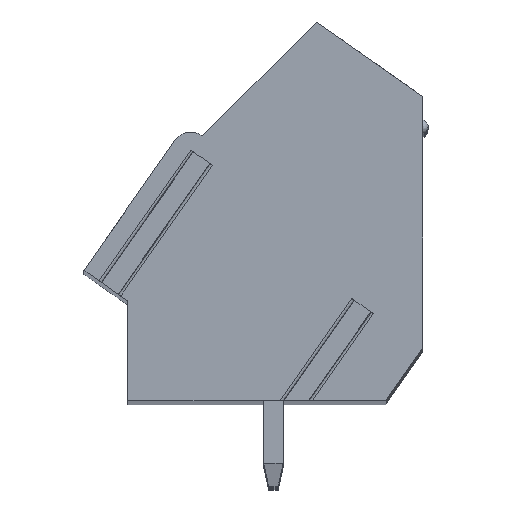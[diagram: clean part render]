
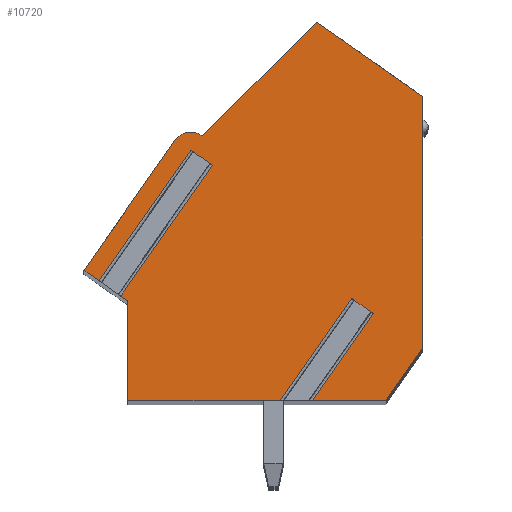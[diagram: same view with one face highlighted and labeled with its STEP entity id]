
A CAD part, top view. The second image highlights one B-rep face of the part: STEP entity #10720.
In plain terms, the highlighted planar face has unit normal (0, 0, 1).
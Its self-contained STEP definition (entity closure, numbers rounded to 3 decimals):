
#14=DIRECTION('',(-0.819,0.574,0.));
#15=VECTOR('',#14,1.085);
#16=CARTESIAN_POINT('',(4.498,-3.239,93.98));
#17=LINE('',#16,#15);
#18=DIRECTION('',(-0.574,-0.819,0.));
#19=VECTOR('',#18,5.115);
#20=CARTESIAN_POINT('',(3.61,-2.616,93.98));
#21=LINE('',#20,#19);
#22=DIRECTION('',(1.,0.,0.));
#23=VECTOR('',#22,6.246);
#24=CARTESIAN_POINT('',(-5.57,-6.807,93.98));
#25=LINE('',#24,#23);
#26=DIRECTION('',(0.,-1.,0.));
#27=VECTOR('',#26,4.087);
#28=CARTESIAN_POINT('',(-5.57,-2.72,93.98));
#29=LINE('',#28,#27);
#30=DIRECTION('',(0.819,-0.574,0.));
#31=VECTOR('',#30,0.355);
#32=CARTESIAN_POINT('',(-5.861,-2.516,93.98));
#33=LINE('',#32,#31);
#34=DIRECTION('',(-0.574,-0.819,0.));
#35=VECTOR('',#34,6.55);
#36=CARTESIAN_POINT('',(-2.104,2.849,93.98));
#37=LINE('',#36,#35);
#38=DIRECTION('',(-0.819,0.574,0.));
#39=VECTOR('',#38,1.085);
#40=CARTESIAN_POINT('',(-2.104,2.849,93.98));
#41=LINE('',#40,#39);
#42=DIRECTION('',(-0.574,-0.819,0.));
#43=VECTOR('',#42,6.55);
#44=CARTESIAN_POINT('',(-2.993,3.471,93.98));
#45=LINE('',#44,#43);
#46=DIRECTION('',(0.819,-0.574,0.));
#47=VECTOR('',#46,0.757);
#48=CARTESIAN_POINT('',(-7.37,-1.46,93.98));
#49=LINE('',#48,#47);
#50=DIRECTION('',(-0.574,-0.819,0.));
#51=VECTOR('',#50,6.486);
#52=CARTESIAN_POINT('',(-3.65,3.853,93.98));
#53=LINE('',#52,#51);
#54=CARTESIAN_POINT('',(-2.986,3.406,93.98));
#55=DIRECTION('',(0.,0.,1.));
#56=DIRECTION('',(0.598,0.802,0.));
#57=AXIS2_PLACEMENT_3D('',#54,#55,#56);
#59=DIRECTION('',(-0.707,-0.707,0.));
#60=VECTOR('',#59,6.609);
#61=CARTESIAN_POINT('',(2.165,8.721,93.98));
#62=LINE('',#61,#60);
#63=DIRECTION('',(-0.819,0.574,0.));
#64=VECTOR('',#63,5.329);
#65=CARTESIAN_POINT('',(6.53,5.664,93.98));
#66=LINE('',#65,#64);
#67=DIRECTION('',(0.,1.,0.));
#68=VECTOR('',#67,10.286);
#69=CARTESIAN_POINT('',(6.53,-4.622,93.98));
#70=LINE('',#69,#68);
#71=DIRECTION('',(0.574,0.819,0.));
#72=VECTOR('',#71,2.667);
#73=CARTESIAN_POINT('',(5.,-6.807,93.98));
#74=LINE('',#73,#72);
#75=DIRECTION('',(1.,0.,0.));
#76=VECTOR('',#75,3.);
#77=CARTESIAN_POINT('',(2.,-6.807,93.98));
#78=LINE('',#77,#76);
#79=DIRECTION('',(-0.574,-0.819,0.));
#80=VECTOR('',#79,4.355);
#81=CARTESIAN_POINT('',(4.498,-3.239,93.98));
#82=LINE('',#81,#80);
#8406=CARTESIAN_POINT('',(-2.508,4.048,93.98));
#8407=CARTESIAN_POINT('',(-3.65,3.853,93.98));
#8408=VERTEX_POINT('',#8406);
#8409=VERTEX_POINT('',#8407);
#8410=CARTESIAN_POINT('',(-7.37,-1.46,93.98));
#8411=VERTEX_POINT('',#8410);
#8412=CARTESIAN_POINT('',(-5.57,-2.72,93.98));
#8413=CARTESIAN_POINT('',(-5.57,-6.807,93.98));
#8414=VERTEX_POINT('',#8412);
#8415=VERTEX_POINT('',#8413);
#8416=CARTESIAN_POINT('',(5.,-6.807,93.98));
#8417=CARTESIAN_POINT('',(6.53,-4.622,93.98));
#8418=VERTEX_POINT('',#8416);
#8419=VERTEX_POINT('',#8417);
#8420=CARTESIAN_POINT('',(6.53,5.664,93.98));
#8421=VERTEX_POINT('',#8420);
#8422=CARTESIAN_POINT('',(2.165,8.721,93.98));
#8423=VERTEX_POINT('',#8422);
#8550=CARTESIAN_POINT('',(-2.104,2.849,93.98));
#8551=CARTESIAN_POINT('',(-2.993,3.471,93.98));
#8552=VERTEX_POINT('',#8550);
#8553=VERTEX_POINT('',#8551);
#8554=CARTESIAN_POINT('',(-5.861,-2.516,
93.98));
#8555=VERTEX_POINT('',#8554);
#8556=CARTESIAN_POINT('',(-6.75,-1.894,
93.98));
#8557=VERTEX_POINT('',#8556);
#8605=CARTESIAN_POINT('',(4.498,-3.239,93.98));
#8606=CARTESIAN_POINT('',(3.61,-2.616,93.98));
#8607=VERTEX_POINT('',#8605);
#8608=VERTEX_POINT('',#8606);
#8609=CARTESIAN_POINT('',(2.,-6.807,93.98));
#8610=VERTEX_POINT('',#8609);
#8611=CARTESIAN_POINT('',(0.676,-6.807,93.98));
#8612=VERTEX_POINT('',#8611);
#10679=CARTESIAN_POINT('',(0.,0.,93.98));
#10680=DIRECTION('',(0.,0.,1.));
#10681=DIRECTION('',(1.,0.,0.));
#10682=AXIS2_PLACEMENT_3D('',#10679,#10680,#10681);
#10683=PLANE('',#10682);
#10685=ORIENTED_EDGE('',*,*,#10684,.T.);
#10687=ORIENTED_EDGE('',*,*,#10686,.T.);
#10689=ORIENTED_EDGE('',*,*,#10688,.F.);
#10691=ORIENTED_EDGE('',*,*,#10690,.F.);
#10693=ORIENTED_EDGE('',*,*,#10692,.F.);
#10695=ORIENTED_EDGE('',*,*,#10694,.F.);
#10697=ORIENTED_EDGE('',*,*,#10696,.T.);
#10699=ORIENTED_EDGE('',*,*,#10698,.T.);
#10701=ORIENTED_EDGE('',*,*,#10700,.F.);
#10703=ORIENTED_EDGE('',*,*,#10702,.F.);
#10705=ORIENTED_EDGE('',*,*,#10704,.F.);
#10707=ORIENTED_EDGE('',*,*,#10706,.F.);
#10709=ORIENTED_EDGE('',*,*,#10708,.F.);
#10711=ORIENTED_EDGE('',*,*,#10710,.F.);
#10713=ORIENTED_EDGE('',*,*,#10712,.F.);
#10715=ORIENTED_EDGE('',*,*,#10714,.F.);
#10717=ORIENTED_EDGE('',*,*,#10716,.F.);
#10718=EDGE_LOOP('',(#10685,#10687,#10689,#10691,#10693,#10695,#10697,#10699,
#10701,#10703,#10705,#10707,#10709,#10711,#10713,#10715,#10717));
#10719=FACE_OUTER_BOUND('',#10718,.F.);
#58=CIRCLE('',#57,0.8);
#10684=EDGE_CURVE('',#8607,#8608,#17,.T.);
#10686=EDGE_CURVE('',#8608,#8612,#21,.T.);
#10688=EDGE_CURVE('',#8415,#8612,#25,.T.);
#10690=EDGE_CURVE('',#8414,#8415,#29,.T.);
#10692=EDGE_CURVE('',#8555,#8414,#33,.T.);
#10694=EDGE_CURVE('',#8552,#8555,#37,.T.);
#10696=EDGE_CURVE('',#8552,#8553,#41,.T.);
#10698=EDGE_CURVE('',#8553,#8557,#45,.T.);
#10700=EDGE_CURVE('',#8411,#8557,#49,.T.);
#10702=EDGE_CURVE('',#8409,#8411,#53,.T.);
#10704=EDGE_CURVE('',#8408,#8409,#58,.T.);
#10706=EDGE_CURVE('',#8423,#8408,#62,.T.);
#10708=EDGE_CURVE('',#8421,#8423,#66,.T.);
#10710=EDGE_CURVE('',#8419,#8421,#70,.T.);
#10712=EDGE_CURVE('',#8418,#8419,#74,.T.);
#10714=EDGE_CURVE('',#8610,#8418,#78,.T.);
#10716=EDGE_CURVE('',#8607,#8610,#82,.T.);
#10720=ADVANCED_FACE('',(#10719),#10683,.T.);
